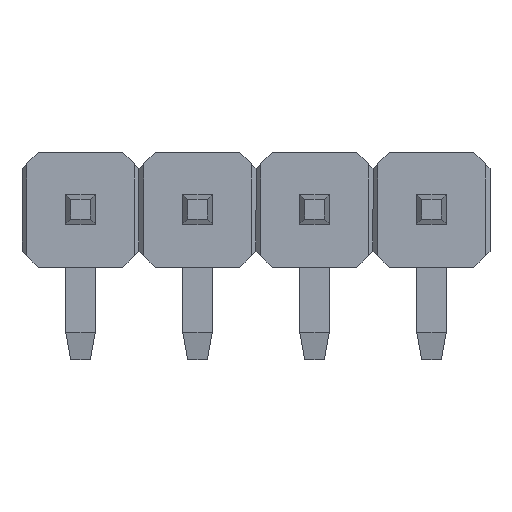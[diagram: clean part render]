
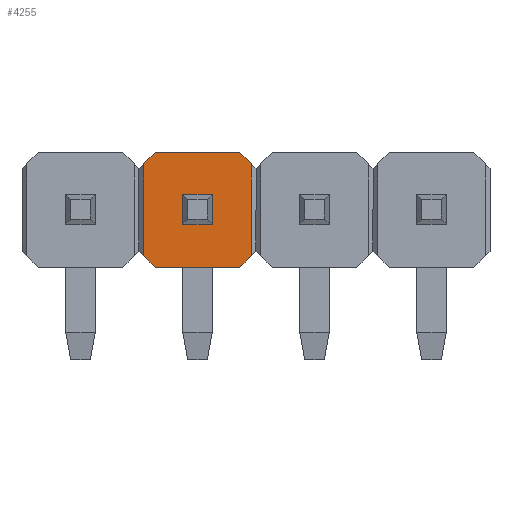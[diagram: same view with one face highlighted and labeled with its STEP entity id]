
A CAD part, top view. The second image highlights one B-rep face of the part: STEP entity #4255.
In plain terms, the highlighted planar face has unit normal (0, 0, 1).
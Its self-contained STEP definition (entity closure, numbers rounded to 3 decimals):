
#76 = VECTOR ( 'NONE', #1019, 1000. ) ;
#115 = CARTESIAN_POINT ( 'NONE',  ( -1.37, -0.996, 1.25 ) ) ;
#174 = ORIENTED_EDGE ( 'NONE', *, *, #1748, .T. ) ;
#187 = VERTEX_POINT ( 'NONE', #1552 ) ;
#203 = DIRECTION ( 'NONE',  ( 0., 1., 0. ) ) ;
#330 = VECTOR ( 'NONE', #3917, 1000. ) ;
#342 = ORIENTED_EDGE ( 'NONE', *, *, #2741, .T. ) ;
#350 = CARTESIAN_POINT ( 'NONE',  ( -1.624, -1.25, 1.25 ) ) ;
#374 = DIRECTION ( 'NONE',  ( 0.707, 0.707, 0. ) ) ;
#382 = VECTOR ( 'NONE', #3151, 1000. ) ;
#400 = VECTOR ( 'NONE', #760, 1000. ) ;
#416 = DIRECTION ( 'NONE',  ( 0., 0., -1. ) ) ;
#524 = CARTESIAN_POINT ( 'NONE',  ( -2.86, -0.32, 1.25 ) ) ;
#536 = ORIENTED_EDGE ( 'NONE', *, *, #2765, .T. ) ;
#605 = EDGE_CURVE ( 'NONE', #2519, #2284, #679, .T. ) ;
#652 = VERTEX_POINT ( 'NONE', #816 ) ;
#675 = CARTESIAN_POINT ( 'NONE',  ( -2.86, 0.32, 1.25 ) ) ;
#679 = LINE ( 'NONE', #2113, #3867 ) ;
#760 = DIRECTION ( 'NONE',  ( 0.707, -0.707, 0. ) ) ;
#800 = LINE ( 'NONE', #2799, #2540 ) ;
#816 = CARTESIAN_POINT ( 'NONE',  ( -1.37, 0.996, 1.25 ) ) ;
#939 = DIRECTION ( 'NONE',  ( -0.707, 0.707, 0. ) ) ;
#995 = CARTESIAN_POINT ( 'NONE',  ( -2.86, 1.25, 1.25 ) ) ;
#1019 = DIRECTION ( 'NONE',  ( 0., -1., 0. ) ) ;
#1134 = CARTESIAN_POINT ( 'NONE',  ( -1.27, 1.25, 1.25 ) ) ;
#1170 = VERTEX_POINT ( 'NONE', #2370 ) ;
#1219 = EDGE_LOOP ( 'NONE', ( #3073, #4048, #4421, #3196 ) ) ;
#1229 = VECTOR ( 'NONE', #2115, 1000. ) ;
#1347 = VECTOR ( 'NONE', #939, 1000. ) ;
#1438 = EDGE_CURVE ( 'NONE', #1170, #4313, #3746, .T. ) ;
#1456 = VERTEX_POINT ( 'NONE', #115 ) ;
#1552 = CARTESIAN_POINT ( 'NONE',  ( -1.624, -1.25, 1.25 ) ) ;
#1748 = EDGE_CURVE ( 'NONE', #652, #2177, #3832, .T. ) ;
#1836 = VECTOR ( 'NONE', #2345, 1000. ) ;
#1865 = CARTESIAN_POINT ( 'NONE',  ( -1.624, 1.25, 1.25 ) ) ;
#1915 = EDGE_CURVE ( 'NONE', #187, #1456, #3507, .T. ) ;
#1942 = VECTOR ( 'NONE', #4458, 1000. ) ;
#1970 = ORIENTED_EDGE ( 'NONE', *, *, #3125, .T. ) ;
#1976 = EDGE_CURVE ( 'NONE', #1170, #3309, #2975, .T. ) ;
#2000 = CARTESIAN_POINT ( 'NONE',  ( -3.81, 0.896, 1.25 ) ) ;
#2093 = LINE ( 'NONE', #3370, #1229 ) ;
#2113 = CARTESIAN_POINT ( 'NONE',  ( -1.27, -0.32, 1.25 ) ) ;
#2115 = DIRECTION ( 'NONE',  ( -1., 0., 0. ) ) ;
#2138 = EDGE_CURVE ( 'NONE', #4313, #187, #800, .T. ) ;
#2146 = ORIENTED_EDGE ( 'NONE', *, *, #2138, .T. ) ;
#2177 = VERTEX_POINT ( 'NONE', #1865 ) ;
#2255 = LINE ( 'NONE', #2942, #2531 ) ;
#2272 = VERTEX_POINT ( 'NONE', #3247 ) ;
#2284 = VERTEX_POINT ( 'NONE', #3592 ) ;
#2345 = DIRECTION ( 'NONE',  ( -0.707, -0.707, 0. ) ) ;
#2370 = CARTESIAN_POINT ( 'NONE',  ( -3.71, -0.996, 1.25 ) ) ;
#2419 = EDGE_CURVE ( 'NONE', #3344, #2272, #2534, .T. ) ;
#2432 = VERTEX_POINT ( 'NONE', #3289 ) ;
#2451 = CARTESIAN_POINT ( 'NONE',  ( -3.71, -1.25, 1.25 ) ) ;
#2519 = VERTEX_POINT ( 'NONE', #524 ) ;
#2531 = VECTOR ( 'NONE', #203, 1000. ) ;
#2534 = LINE ( 'NONE', #3242, #330 ) ;
#2540 = VECTOR ( 'NONE', #3486, 1000. ) ;
#2629 = ORIENTED_EDGE ( 'NONE', *, *, #1438, .T. ) ;
#2741 = EDGE_CURVE ( 'NONE', #2432, #3309, #2916, .T. ) ;
#2754 = EDGE_CURVE ( 'NONE', #3344, #2519, #4141, .T. ) ;
#2765 = EDGE_CURVE ( 'NONE', #2177, #2432, #2093, .T. ) ;
#2799 = CARTESIAN_POINT ( 'NONE',  ( -3.456, -1.25, 1.25 ) ) ;
#2802 = CARTESIAN_POINT ( 'NONE',  ( -3.456, -1.25, 1.25 ) ) ;
#2808 = ORIENTED_EDGE ( 'NONE', *, *, #1915, .T. ) ;
#2916 = LINE ( 'NONE', #2000, #1836 ) ;
#2942 = CARTESIAN_POINT ( 'NONE',  ( -1.37, -1.25, 1.25 ) ) ;
#2975 = LINE ( 'NONE', #2451, #382 ) ;
#3009 = CARTESIAN_POINT ( 'NONE',  ( -3.71, 0.996, 1.25 ) ) ;
#3073 = ORIENTED_EDGE ( 'NONE', *, *, #2419, .T. ) ;
#3125 = EDGE_CURVE ( 'NONE', #1456, #652, #2255, .T. ) ;
#3147 = LINE ( 'NONE', #4144, #76 ) ;
#3151 = DIRECTION ( 'NONE',  ( 0., 1., 0. ) ) ;
#3155 = AXIS2_PLACEMENT_3D ( 'NONE', #1134, #416, #3544 ) ;
#3164 = DIRECTION ( 'NONE',  ( 1., 0., 0. ) ) ;
#3196 = ORIENTED_EDGE ( 'NONE', *, *, #2754, .F. ) ;
#3242 = CARTESIAN_POINT ( 'NONE',  ( -1.27, 0.32, 1.25 ) ) ;
#3247 = CARTESIAN_POINT ( 'NONE',  ( -2.22, 0.32, 1.25 ) ) ;
#3289 = CARTESIAN_POINT ( 'NONE',  ( -3.456, 1.25, 1.25 ) ) ;
#3309 = VERTEX_POINT ( 'NONE', #3009 ) ;
#3344 = VERTEX_POINT ( 'NONE', #675 ) ;
#3370 = CARTESIAN_POINT ( 'NONE',  ( -3.456, 1.25, 1.25 ) ) ;
#3411 = FACE_OUTER_BOUND ( 'NONE', #3831, .T. ) ;
#3486 = DIRECTION ( 'NONE',  ( 1., 0., 0. ) ) ;
#3507 = LINE ( 'NONE', #350, #4093 ) ;
#3544 = DIRECTION ( 'NONE',  ( -1., 0., 0. ) ) ;
#3592 = CARTESIAN_POINT ( 'NONE',  ( -2.22, -0.32, 1.25 ) ) ;
#3665 = ORIENTED_EDGE ( 'NONE', *, *, #1976, .F. ) ;
#3708 = CARTESIAN_POINT ( 'NONE',  ( -1.27, 0.896, 1.25 ) ) ;
#3746 = LINE ( 'NONE', #4178, #400 ) ;
#3831 = EDGE_LOOP ( 'NONE', ( #2808, #1970, #174, #536, #342, #3665, #2629, #2146 ) ) ;
#3832 = LINE ( 'NONE', #3708, #1347 ) ;
#3867 = VECTOR ( 'NONE', #3164, 1000. ) ;
#3917 = DIRECTION ( 'NONE',  ( 1., 0., 0. ) ) ;
#4048 = ORIENTED_EDGE ( 'NONE', *, *, #4396, .T. ) ;
#4093 = VECTOR ( 'NONE', #374, 1000. ) ;
#4141 = LINE ( 'NONE', #995, #1942 ) ;
#4144 = CARTESIAN_POINT ( 'NONE',  ( -2.22, 1.25, 1.25 ) ) ;
#4178 = CARTESIAN_POINT ( 'NONE',  ( -3.81, -0.896, 1.25 ) ) ;
#4233 = PLANE ( 'NONE',  #3155 ) ;
#4255 = ADVANCED_FACE ( 'NONE', ( #4330, #3411 ), #4233, .F. ) ;
#4313 = VERTEX_POINT ( 'NONE', #2802 ) ;
#4330 = FACE_BOUND ( 'NONE', #1219, .T. ) ;
#4396 = EDGE_CURVE ( 'NONE', #2272, #2284, #3147, .T. ) ;
#4421 = ORIENTED_EDGE ( 'NONE', *, *, #605, .F. ) ;
#4458 = DIRECTION ( 'NONE',  ( 0., -1., 0. ) ) ;
